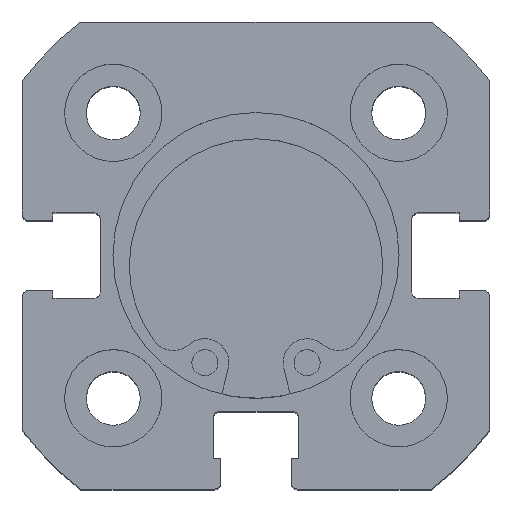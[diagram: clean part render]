
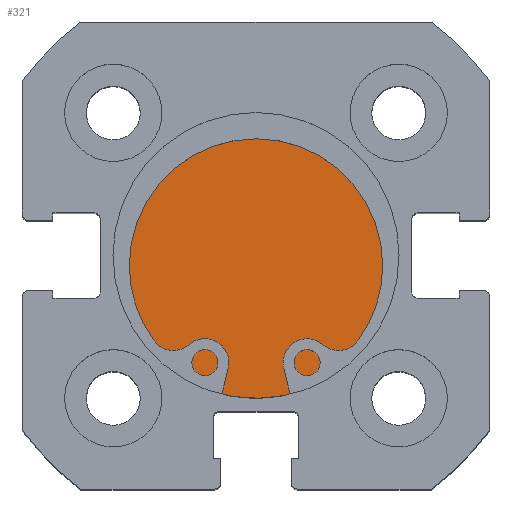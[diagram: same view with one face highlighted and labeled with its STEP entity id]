
A CAD part, top view. The second image highlights one B-rep face of the part: STEP entity #321.
In plain terms, the highlighted face is planar.
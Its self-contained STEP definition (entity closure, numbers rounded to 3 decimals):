
#321 = ADVANCED_FACE ( 'NONE', ( #3006 ), #2800, .F. ) ;
#849 = EDGE_LOOP ( 'NONE', ( #860, #875 ) ) ;
#860 = ORIENTED_EDGE ( 'NONE', *, *, #1236, .F. ) ;
#875 = ORIENTED_EDGE ( 'NONE', *, *, #1383, .F. ) ;
#1130 = AXIS2_PLACEMENT_3D ( 'NONE', #2287, #2286, #2285 ) ;
#1184 = AXIS2_PLACEMENT_3D ( 'NONE', #2801, #2803, #2802 ) ;
#1236 = EDGE_CURVE ( 'NONE', #1807, #1806, #3264, .T. ) ;
#1383 = EDGE_CURVE ( 'NONE', #1806, #1807, #3456, .T. ) ;
#1806 = VERTEX_POINT ( 'NONE', #4830 ) ;
#1807 = VERTEX_POINT ( 'NONE', #4831 ) ;
#2285 = DIRECTION ( 'NONE',  ( 0., 0., 1. ) ) ;
#2286 = DIRECTION ( 'NONE',  ( -1., 0., 0. ) ) ;
#2287 = CARTESIAN_POINT ( 'NONE',  ( 6., 0., 0. ) ) ;
#2800 = PLANE ( 'NONE',  #1184 ) ;
#2801 = CARTESIAN_POINT ( 'NONE',  ( 6., 11., 0. ) ) ;
#2802 = DIRECTION ( 'NONE',  ( 0., 0., 1. ) ) ;
#2803 = DIRECTION ( 'NONE',  ( -1., 0., 0. ) ) ;
#3006 = FACE_OUTER_BOUND ( 'NONE', #849, .T. ) ;
#3264 = CIRCLE ( 'NONE', #1130, 11. ) ;
#3456 = CIRCLE ( 'NONE', #5768, 11. ) ;
#4133 = CARTESIAN_POINT ( 'NONE',  ( 6., 0., 0. ) ) ;
#4140 = DIRECTION ( 'NONE',  ( -1., 0., 0. ) ) ;
#4141 = DIRECTION ( 'NONE',  ( 0., 0., 1. ) ) ;
#4830 = CARTESIAN_POINT ( 'NONE',  ( 6., 0., -11. ) ) ;
#4831 = CARTESIAN_POINT ( 'NONE',  ( 6., 0., 11. ) ) ;
#5768 = AXIS2_PLACEMENT_3D ( 'NONE', #4133, #4140, #4141 ) ;
